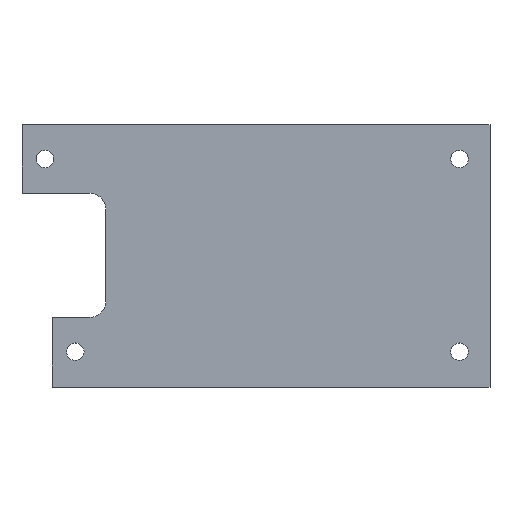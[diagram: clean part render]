
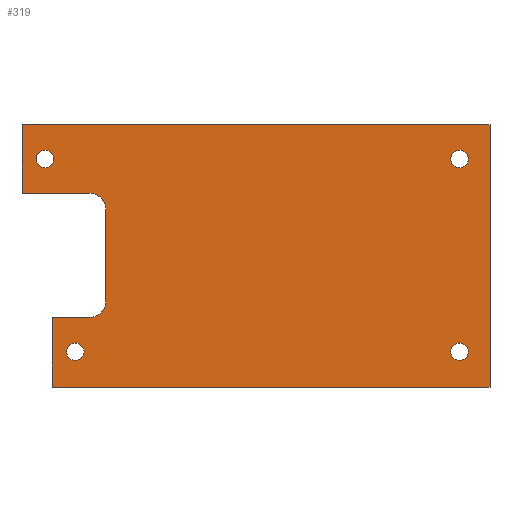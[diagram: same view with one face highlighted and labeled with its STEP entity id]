
A CAD part, top view. The second image highlights one B-rep face of the part: STEP entity #319.
In plain terms, the highlighted planar face has unit normal (0, 0, 1).
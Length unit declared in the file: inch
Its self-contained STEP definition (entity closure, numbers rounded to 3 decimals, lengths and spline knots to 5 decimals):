
#15=FACE_BOUND('',#64,.T.);
#16=FACE_BOUND('',#65,.T.);
#17=FACE_BOUND('',#66,.T.);
#18=FACE_BOUND('',#67,.T.);
#31=PLANE('',#361);
#47=FACE_OUTER_BOUND('',#63,.T.);
#63=EDGE_LOOP('',(#271,#272,#273,#274,#275,#276,#277,#278,#279,#280));
#64=EDGE_LOOP('',(#281));
#65=EDGE_LOOP('',(#282));
#66=EDGE_LOOP('',(#283));
#67=EDGE_LOOP('',(#284));
#79=LINE('',#483,#109);
#82=LINE('',#489,#112);
#85=LINE('',#495,#115);
#88=LINE('',#501,#118);
#92=LINE('',#513,#122);
#96=LINE('',#525,#126);
#99=LINE('',#531,#129);
#102=LINE('',#535,#132);
#109=VECTOR('',#397,0.3937);
#112=VECTOR('',#402,0.3937);
#115=VECTOR('',#407,0.3937);
#118=VECTOR('',#412,0.3937);
#122=VECTOR('',#424,0.3937);
#126=VECTOR('',#436,0.3937);
#129=VECTOR('',#441,0.3937);
#132=VECTOR('',#446,0.3937);
#133=CIRCLE('',#336,0.03445);
#135=CIRCLE('',#339,0.03445);
#137=CIRCLE('',#342,0.03445);
#139=CIRCLE('',#345,0.03445);
#142=CIRCLE('',#353,0.0625);
#144=CIRCLE('',#357,0.0625);
#145=VERTEX_POINT('',#453);
#147=VERTEX_POINT('',#459);
#149=VERTEX_POINT('',#465);
#151=VERTEX_POINT('',#471);
#155=VERTEX_POINT('',#480);
#156=VERTEX_POINT('',#482);
#158=VERTEX_POINT('',#488);
#160=VERTEX_POINT('',#494);
#162=VERTEX_POINT('',#500);
#164=VERTEX_POINT('',#506);
#166=VERTEX_POINT('',#512);
#168=VERTEX_POINT('',#518);
#170=VERTEX_POINT('',#524);
#172=VERTEX_POINT('',#530);
#173=EDGE_CURVE('',#145,#145,#133,.T.);
#176=EDGE_CURVE('',#147,#147,#135,.T.);
#179=EDGE_CURVE('',#149,#149,#137,.T.);
#182=EDGE_CURVE('',#151,#151,#139,.T.);
#187=EDGE_CURVE('',#156,#155,#79,.T.);
#190=EDGE_CURVE('',#158,#156,#82,.T.);
#193=EDGE_CURVE('',#160,#158,#85,.T.);
#196=EDGE_CURVE('',#162,#160,#88,.T.);
#199=EDGE_CURVE('',#164,#162,#142,.T.);
#202=EDGE_CURVE('',#166,#164,#92,.T.);
#205=EDGE_CURVE('',#168,#166,#144,.T.);
#208=EDGE_CURVE('',#170,#168,#96,.T.);
#211=EDGE_CURVE('',#172,#170,#99,.T.);
#214=EDGE_CURVE('',#155,#172,#102,.T.);
#271=ORIENTED_EDGE('',*,*,#214,.T.);
#272=ORIENTED_EDGE('',*,*,#211,.T.);
#273=ORIENTED_EDGE('',*,*,#208,.T.);
#274=ORIENTED_EDGE('',*,*,#205,.T.);
#275=ORIENTED_EDGE('',*,*,#202,.T.);
#276=ORIENTED_EDGE('',*,*,#199,.T.);
#277=ORIENTED_EDGE('',*,*,#196,.T.);
#278=ORIENTED_EDGE('',*,*,#193,.T.);
#279=ORIENTED_EDGE('',*,*,#190,.T.);
#280=ORIENTED_EDGE('',*,*,#187,.T.);
#281=ORIENTED_EDGE('',*,*,#182,.T.);
#282=ORIENTED_EDGE('',*,*,#179,.T.);
#283=ORIENTED_EDGE('',*,*,#176,.T.);
#284=ORIENTED_EDGE('',*,*,#173,.T.);
#319=ADVANCED_FACE('',(#47,#15,#16,#17,#18),#31,.T.);
#336=AXIS2_PLACEMENT_3D('',#454,#367,#368);
#339=AXIS2_PLACEMENT_3D('',#460,#374,#375);
#342=AXIS2_PLACEMENT_3D('',#466,#381,#382);
#345=AXIS2_PLACEMENT_3D('',#472,#388,#389);
#353=AXIS2_PLACEMENT_3D('',#507,#418,#419);
#357=AXIS2_PLACEMENT_3D('',#519,#430,#431);
#361=AXIS2_PLACEMENT_3D('',#536,#447,#448);
#367=DIRECTION('center_axis',(0.,0.,-1.));
#368=DIRECTION('ref_axis',(-1.,0.,0.));
#374=DIRECTION('center_axis',(0.,0.,-1.));
#375=DIRECTION('ref_axis',(-1.,0.,0.));
#381=DIRECTION('center_axis',(0.,0.,-1.));
#382=DIRECTION('ref_axis',(-1.,0.,0.));
#388=DIRECTION('center_axis',(0.,0.,-1.));
#389=DIRECTION('ref_axis',(-1.,0.,0.));
#397=DIRECTION('',(0.,1.,0.));
#402=DIRECTION('',(1.,0.,0.));
#407=DIRECTION('',(0.,-1.,0.));
#412=DIRECTION('',(-1.,0.,0.));
#418=DIRECTION('center_axis',(0.,0.,-1.));
#419=DIRECTION('ref_axis',(0.,-1.,0.));
#424=DIRECTION('',(0.,-1.,0.));
#430=DIRECTION('center_axis',(0.,0.,-1.));
#431=DIRECTION('ref_axis',(1.,0.,0.));
#436=DIRECTION('',(1.,0.,0.));
#441=DIRECTION('',(0.,-1.,0.));
#446=DIRECTION('',(-1.,0.,0.));
#447=DIRECTION('center_axis',(0.,0.,1.));
#448=DIRECTION('ref_axis',(-1.,0.,0.));
#453=CARTESIAN_POINT('',(3.17445,1.305,0.12598));
#454=CARTESIAN_POINT('Origin',(3.14,1.305,0.12598));
#459=CARTESIAN_POINT('',(1.53945,1.305,0.12598));
#460=CARTESIAN_POINT('Origin',(1.505,1.305,0.12598));
#465=CARTESIAN_POINT('',(3.17445,0.545,0.12598));
#466=CARTESIAN_POINT('Origin',(3.14,0.545,0.12598));
#471=CARTESIAN_POINT('',(1.65945,0.545,0.12598));
#472=CARTESIAN_POINT('Origin',(1.625,0.545,0.12598));
#480=CARTESIAN_POINT('',(3.26001,1.43999,0.12598));
#482=CARTESIAN_POINT('',(3.26001,0.40499,0.12598));
#483=CARTESIAN_POINT('',(3.26001,1.43999,0.12598));
#488=CARTESIAN_POINT('',(1.535,0.405,0.12598));
#489=CARTESIAN_POINT('',(3.26001,0.40499,0.12598));
#494=CARTESIAN_POINT('',(1.535,0.68,0.12598));
#495=CARTESIAN_POINT('',(1.535,0.405,0.12598));
#500=CARTESIAN_POINT('',(1.6825,0.68,0.12598));
#501=CARTESIAN_POINT('',(1.535,0.68,0.12598));
#506=CARTESIAN_POINT('',(1.745,0.7425,0.12598));
#507=CARTESIAN_POINT('Origin',(1.6825,0.7425,0.12598));
#512=CARTESIAN_POINT('',(1.745,1.1075,0.12598));
#513=CARTESIAN_POINT('',(1.745,1.1075,0.12598));
#518=CARTESIAN_POINT('',(1.6825,1.17,0.12598));
#519=CARTESIAN_POINT('Origin',(1.6825,1.1075,0.12598));
#524=CARTESIAN_POINT('',(1.415,1.17,0.12598));
#525=CARTESIAN_POINT('',(1.415,1.17,0.12598));
#530=CARTESIAN_POINT('',(1.41501,1.44,0.12598));
#531=CARTESIAN_POINT('',(1.415,1.17,0.12598));
#535=CARTESIAN_POINT('',(3.26001,1.43999,0.12598));
#536=CARTESIAN_POINT('Origin',(2.3375,0.9225,0.12598));
